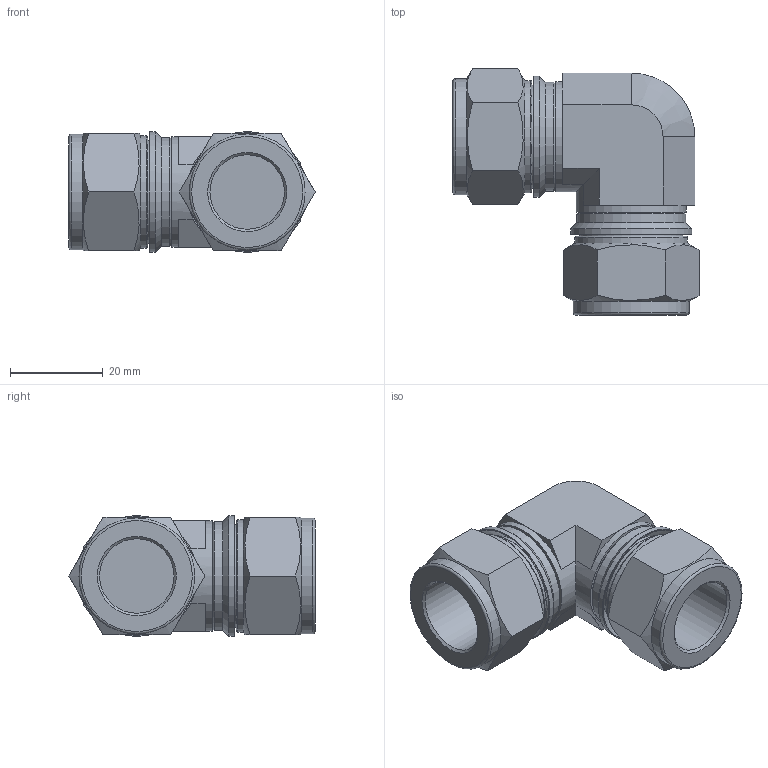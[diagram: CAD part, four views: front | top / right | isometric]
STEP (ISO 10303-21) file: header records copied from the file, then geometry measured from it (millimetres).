
FILE_DESCRIPTION(/* description */ (''),/* implementation_level */ '2;1');
FILE_NAME(/* name */ 'SUEI-10.stp',/* time_stamp */ '2022-07-11T08:40:22+09:00',/* author */ ('user'),/* organization */ (''),/* preprocessor_version */ 'ST-DEVELOPER v18.1',/* originating_system */ 'Autodesk Inventor 2022',/* authorisation */ '');
FILE_SCHEMA (('AUTOMOTIVE_DESIGN { 1 0 10303 214 3 1 1 }'));
Length unit declared in the file: millimetre
Products named in the file (1): SUE-10
Bounding box: 53.19 x 53.19 x 26.1 mm (x, y, z)
Volume: 28211.6 mm3; surface area: 11738.7 mm2
Topology: 1 solids, 1 shells, 84 faces, 178 edges, 106 vertices
Faces by surface type: plane 44, cylinder 18, cone 18, torus 4
Full cylindrical faces by diameter (mm): 16.1 x2, 20.4 x2, 20.8 x2, 22.22 x2, 23.5 x2, 23.8 x2, 24.3 x2, 25 x2, 26.1 x2
Entity records: 2243 total; most frequent: CARTESIAN_POINT 417, DIRECTION 392, ORIENTED_EDGE 356, EDGE_CURVE 178, AXIS2_PLACEMENT_3D 153, VERTEX_POINT 106, EDGE_LOOP 94, LINE 86
